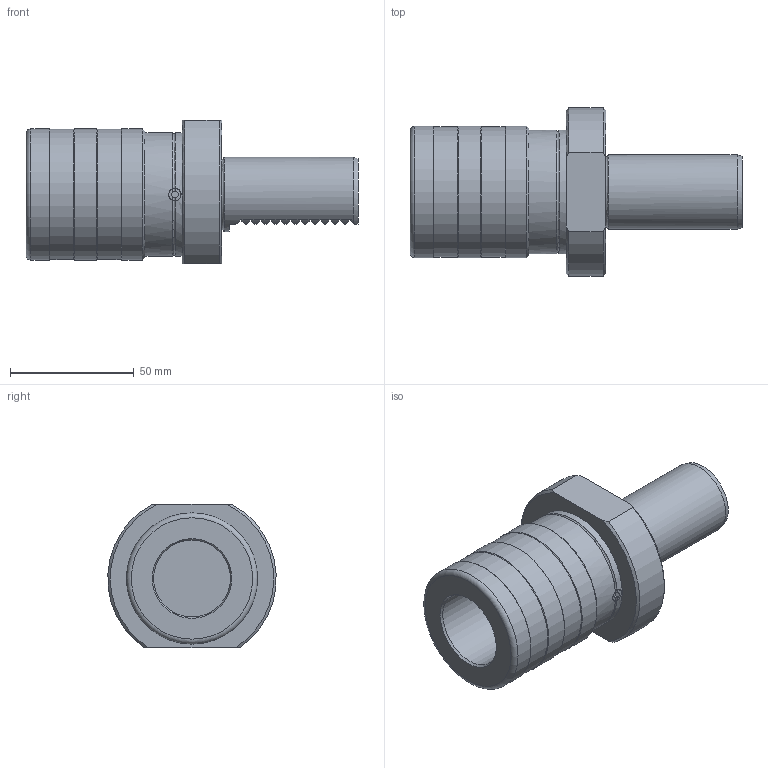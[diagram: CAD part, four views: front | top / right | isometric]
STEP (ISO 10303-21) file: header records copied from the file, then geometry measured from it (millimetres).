
FILE_DESCRIPTION( ( 'Unknown' ), '1' );
FILE_NAME( '309.16.12.stp', 'Unknown', ( 'Unknown' ), ( 'Unknown' ), 'PSStep 15.0.49', 'Unknown', ' ' );
FILE_SCHEMA( ( 'AUTOMOTIVE_DESIGN { 1 0 10303 214 1 1 1 1 }' ) );
Length unit declared in the file: millimetre
Products named in the file (1): 1
Bounding box: 134 x 67.89 x 58 mm (x, y, z)
Volume: 205349 mm3; surface area: 29303.4 mm2
Topology: 1 solids, 1 shells, 117 faces, 291 edges, 183 vertices
Faces by surface type: plane 63, cylinder 33, cone 13, torus 8
Full cylindrical faces by diameter (mm): 4.9 x2, 5 x2, 10 x1, 14 x1, 30 x1, 31 x1, 50 x2, 52.5 x2, 53 x3
Entity records: 4198 total; most frequent: CARTESIAN_POINT 876, DIRECTION 528, ORIENTED_EDGE 482, EDGE_CURVE 241, AXIS2_PLACEMENT_3D 215, VERTEX_POINT 171, EDGE_LOOP 137, FACE_OUTER_BOUND 122
